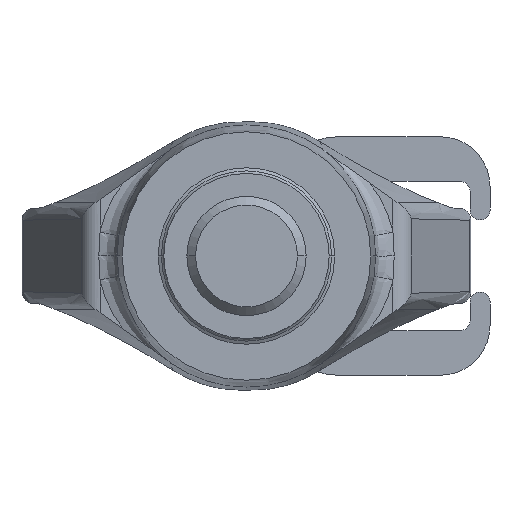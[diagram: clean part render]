
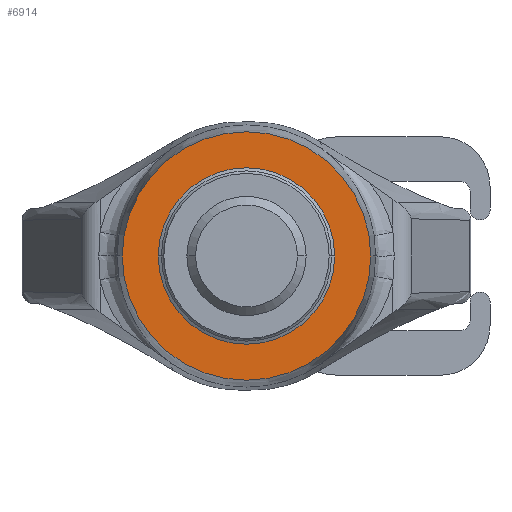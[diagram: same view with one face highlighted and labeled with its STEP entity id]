
A CAD part, front view. The second image highlights one B-rep face of the part: STEP entity #6914.
In plain terms, the highlighted planar face has unit normal (0, -1, 0).
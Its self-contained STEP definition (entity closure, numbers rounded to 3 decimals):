
#2=CARTESIAN_POINT('',(0.,-90.,0.));
#3=DIRECTION('',(0.,-1.,0.));
#4=DIRECTION('',(-1.,0.,0.));
#5=AXIS2_PLACEMENT_3D('',#2,#3,#4);
#7=CARTESIAN_POINT('',(0.,-90.,0.));
#8=DIRECTION('',(0.,-1.,0.));
#9=DIRECTION('',(1.,0.,0.));
#10=AXIS2_PLACEMENT_3D('',#7,#8,#9);
#18=CARTESIAN_POINT('',(0.,-90.,0.));
#19=DIRECTION('',(0.,-1.,0.));
#20=DIRECTION('',(1.,0.,0.));
#21=AXIS2_PLACEMENT_3D('',#18,#19,#20);
#200=CARTESIAN_POINT('',(0.,-90.,0.));
#201=DIRECTION('',(0.,1.,0.));
#202=DIRECTION('',(1.,0.,0.));
#203=AXIS2_PLACEMENT_3D('',#200,#201,#202);
#5464=CARTESIAN_POINT('',(50.,-90.,0.));
#5465=CARTESIAN_POINT('',(-50.,-90.,0.));
#5466=VERTEX_POINT('',#5464);
#5467=VERTEX_POINT('',#5465);
#5498=CARTESIAN_POINT('',(-35.5,-90.,0.));
#5499=CARTESIAN_POINT('',(35.5,-90.,0.));
#5500=VERTEX_POINT('',#5498);
#5501=VERTEX_POINT('',#5499);
#6897=CARTESIAN_POINT('',(0.,-90.,0.));
#6898=DIRECTION('',(0.,-1.,0.));
#6899=DIRECTION('',(-1.,0.,0.));
#6900=AXIS2_PLACEMENT_3D('',#6897,#6898,#6899);
#6901=PLANE('',#6900);
#6903=ORIENTED_EDGE('',*,*,#6902,.F.);
#6905=ORIENTED_EDGE('',*,*,#6904,.T.);
#6906=EDGE_LOOP('',(#6903,#6905));
#6907=FACE_OUTER_BOUND('',#6906,.F.);
#6909=ORIENTED_EDGE('',*,*,#6908,.T.);
#6911=ORIENTED_EDGE('',*,*,#6910,.T.);
#6912=EDGE_LOOP('',(#6909,#6911));
#6913=FACE_BOUND('',#6912,.F.);
#6914=ADVANCED_FACE('',(#6907,#6913),#6901,.T.);
#6=CIRCLE('',#5,35.5);
#11=CIRCLE('',#10,35.5);
#22=CIRCLE('',#21,50.);
#204=CIRCLE('',#203,50.);
#6902=EDGE_CURVE('',#5466,#5467,#22,.T.);
#6904=EDGE_CURVE('',#5466,#5467,#204,.T.);
#6908=EDGE_CURVE('',#5500,#5501,#6,.T.);
#6910=EDGE_CURVE('',#5501,#5500,#11,.T.);
